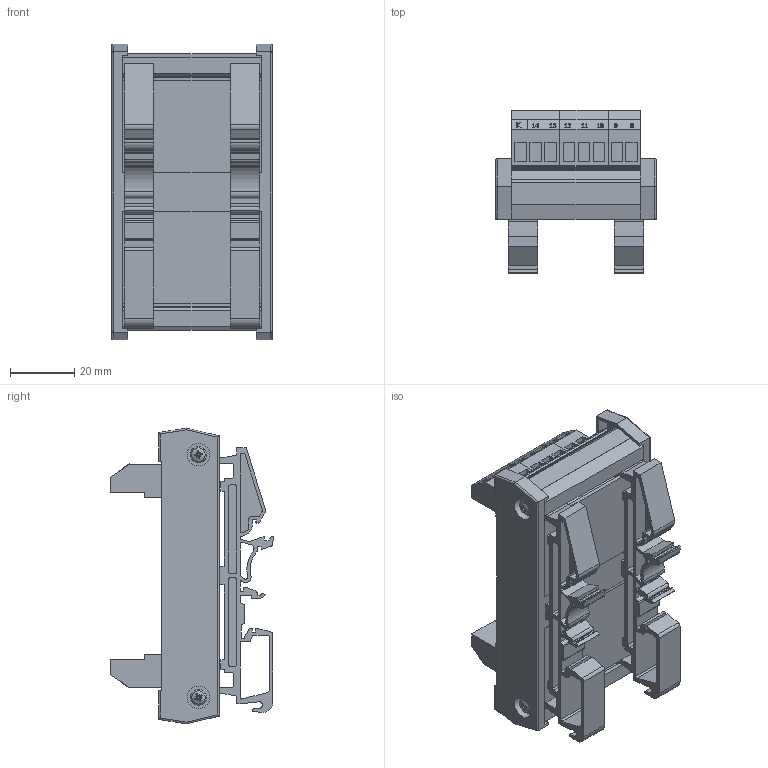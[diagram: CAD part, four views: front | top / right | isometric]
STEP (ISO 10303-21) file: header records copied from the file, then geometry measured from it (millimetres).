
FILE_DESCRIPTION((''),'2;1');
FILE_NAME('5706.2.stp','2013-12-30T12:04:14',('roland'),(''),'Autodesk Inventor 2013','Autodesk Inventor 2013','');
FILE_SCHEMA(('CONFIG_CONTROL_DESIGN'));
Length unit declared in the file: millimetre
Products named in the file (13): 5706; 14 plate; diode long 1A bussed; bussed filler; 3 hole green; 2 hole green; 14diodes; BASE SIDE; BASE LEGS; BS EN ISO 7045 Z - Metric M2.5 x 10 - 4.8 - Z; K Lable; 14 lable A 1 & 3 AMP; 14 lable B 1 & 3 AMP
Assembly tree (36 placements, depth 2):
  5706
    14 plate
    diode long 1A bussed  x14
    bussed filler  x2
    3 hole green  x4
    2 hole green  x2
    14diodes
    BASE SIDE  x2
    BASE LEGS  x2
    BS EN ISO 7045 Z - Metric M2.5 x 10 - 4.8 - Z  x4
    K Lable  x2
    14 lable A 1 & 3 AMP
    14 lable B 1 & 3 AMP
Bounding box: 50 x 50.69 x 91.98 mm (x, y, z)
Volume: 40452.5 mm3; surface area: 56139 mm2
Topology: 36 solids, 36 shells, 1684 faces, 4398 edges, 2796 vertices
Faces by surface type: plane 992, cylinder 395, bspline 181, cone 64, sphere 32, torus 20
Full cylindrical faces by diameter (mm): 0.68 x62, 1 x48, 1.3 x16, 2.256 x4, 2.5 x4, 2.649 x14, 2.65 x14, 3.2 x4, 3.75 x16, 7 x4, 9 x4
Entity records: 32021 total; most frequent: CARTESIAN_POINT 7798, ORIENTED_EDGE 5064, DIRECTION 4366, EDGE_CURVE 2532, VERTEX_POINT 1738, VECTOR 1726, LINE 1726, AXIS2_PLACEMENT_3D 1320
